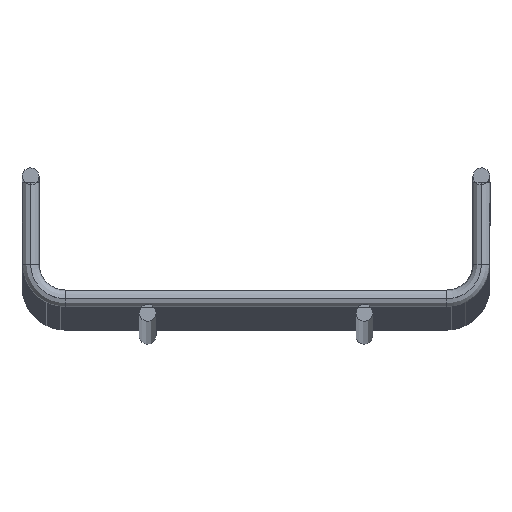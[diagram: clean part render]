
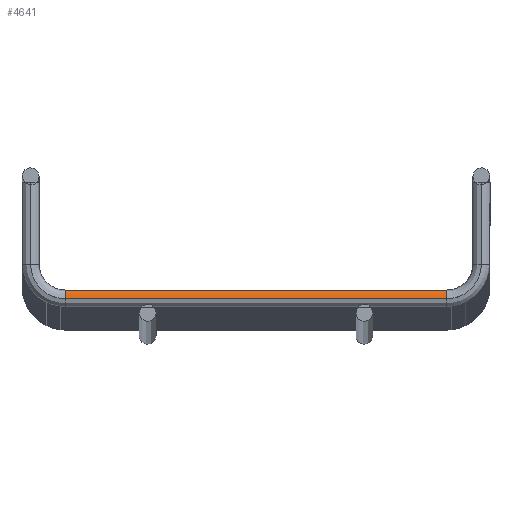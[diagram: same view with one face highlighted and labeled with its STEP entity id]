
A CAD part, top view. The second image highlights one B-rep face of the part: STEP entity #4641.
In plain terms, the highlighted cylindrical face has radius 2 mm (diameter 4 mm), a partial arc.
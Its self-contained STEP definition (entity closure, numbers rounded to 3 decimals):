
#1339 = CYLINDRICAL_SURFACE ( 'NONE', #2879, 2. ) ;
#1704 = ORIENTED_EDGE ( 'NONE', *, *, #10682, .T. ) ;
#2043 = DIRECTION ( 'NONE',  ( 0., 0., -1. ) ) ;
#2261 = CARTESIAN_POINT ( 'NONE',  ( -44., 4., -2. ) ) ;
#2391 = VERTEX_POINT ( 'NONE', #2261 ) ;
#2879 = AXIS2_PLACEMENT_3D ( 'NONE', #5062, #10554, #3802 ) ;
#3802 = DIRECTION ( 'NONE',  ( 0., -1., 0. ) ) ;
#4565 = AXIS2_PLACEMENT_3D ( 'NONE', #14380, #13133, #2043 ) ;
#4568 = LINE ( 'NONE', #15553, #14680 ) ;
#4641 = ADVANCED_FACE ( 'NONE', ( #7758 ), #1339, .T. ) ;
#4862 = AXIS2_PLACEMENT_3D ( 'NONE', #10209, #13116, #11569 ) ;
#5062 = CARTESIAN_POINT ( 'NONE',  ( -54., 2., -2. ) ) ;
#5073 = EDGE_CURVE ( 'NONE', #2391, #12846, #6295, .T. ) ;
#5762 = EDGE_LOOP ( 'NONE', ( #1704, #14887, #16202, #5959 ) ) ;
#5959 = ORIENTED_EDGE ( 'NONE', *, *, #9091, .F. ) ;
#6026 = CARTESIAN_POINT ( 'NONE',  ( 44., 4., -2. ) ) ;
#6295 = CIRCLE ( 'NONE', #4565, 2. ) ;
#6303 = EDGE_CURVE ( 'NONE', #9577, #12846, #4568, .T. ) ;
#6556 = LINE ( 'NONE', #13479, #6867 ) ;
#6867 = VECTOR ( 'NONE', #11946, 1000. ) ;
#7758 = FACE_OUTER_BOUND ( 'NONE', #5762, .T. ) ;
#8684 = DIRECTION ( 'NONE',  ( -1., 0., 0. ) ) ;
#9091 = EDGE_CURVE ( 'NONE', #13092, #9577, #10308, .T. ) ;
#9577 = VERTEX_POINT ( 'NONE', #12476 ) ;
#10209 = CARTESIAN_POINT ( 'NONE',  ( 44., 2., -2. ) ) ;
#10308 = CIRCLE ( 'NONE', #4862, 2. ) ;
#10554 = DIRECTION ( 'NONE',  ( -1., 0., 0. ) ) ;
#10682 = EDGE_CURVE ( 'NONE', #13092, #2391, #6556, .T. ) ;
#11569 = DIRECTION ( 'NONE',  ( 0., 0., -1. ) ) ;
#11946 = DIRECTION ( 'NONE',  ( -1., 0., 0. ) ) ;
#12066 = CARTESIAN_POINT ( 'NONE',  ( -44., 2., 0. ) ) ;
#12476 = CARTESIAN_POINT ( 'NONE',  ( 44., 2., 0. ) ) ;
#12846 = VERTEX_POINT ( 'NONE', #12066 ) ;
#13092 = VERTEX_POINT ( 'NONE', #6026 ) ;
#13116 = DIRECTION ( 'NONE',  ( 1., 0., 0. ) ) ;
#13133 = DIRECTION ( 'NONE',  ( 1., 0., 0. ) ) ;
#13479 = CARTESIAN_POINT ( 'NONE',  ( -44., 4., -2. ) ) ;
#14380 = CARTESIAN_POINT ( 'NONE',  ( -44., 2., -2. ) ) ;
#14680 = VECTOR ( 'NONE', #8684, 1000. ) ;
#14887 = ORIENTED_EDGE ( 'NONE', *, *, #5073, .T. ) ;
#15553 = CARTESIAN_POINT ( 'NONE',  ( -44., 2., 0. ) ) ;
#16202 = ORIENTED_EDGE ( 'NONE', *, *, #6303, .F. ) ;
